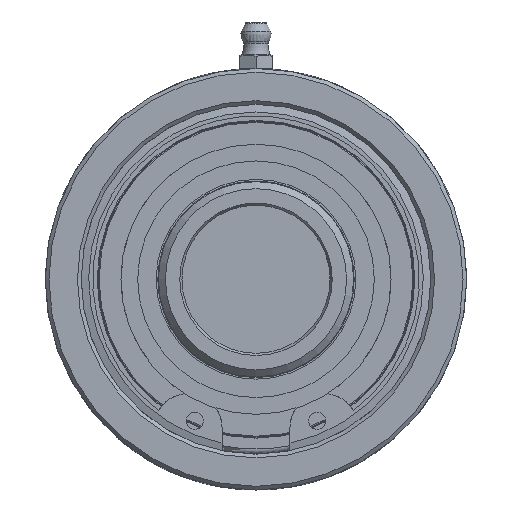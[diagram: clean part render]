
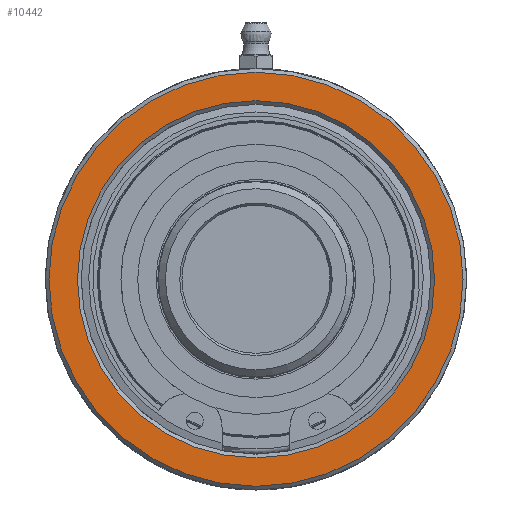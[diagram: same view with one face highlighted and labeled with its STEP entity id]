
A CAD part, left-side view. The second image highlights one B-rep face of the part: STEP entity #10442.
In plain terms, the highlighted planar face has unit normal (-1, 0, 0).
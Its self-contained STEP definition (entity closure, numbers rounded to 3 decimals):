
#942=FACE_BOUND('',#1997,.T.);
#1016=PLANE('',#11238);
#1368=FACE_OUTER_BOUND('',#1996,.T.);
#1996=EDGE_LOOP('',(#7322));
#1997=EDGE_LOOP('',(#7323));
#3800=CIRCLE('',#11231,44.45);
#3806=CIRCLE('',#11239,38.34);
#4260=VERTEX_POINT('',#17306);
#4268=VERTEX_POINT('',#17326);
#5432=EDGE_CURVE('',#4260,#4260,#3800,.T.);
#5441=EDGE_CURVE('',#4268,#4268,#3806,.T.);
#7322=ORIENTED_EDGE('',*,*,#5432,.F.);
#7323=ORIENTED_EDGE('',*,*,#5441,.F.);
#10442=ADVANCED_FACE('',(#1368,#942),#1016,.F.);
#11231=AXIS2_PLACEMENT_3D('',#17308,#12631,#12632);
#11238=AXIS2_PLACEMENT_3D('',#17325,#12648,#12649);
#11239=AXIS2_PLACEMENT_3D('',#17327,#12650,#12651);
#12631=DIRECTION('center_axis',(1.,0.,0.));
#12632=DIRECTION('ref_axis',(0.,0.,-1.));
#12648=DIRECTION('center_axis',(1.,0.,0.));
#12649=DIRECTION('ref_axis',(0.,0.,-1.));
#12650=DIRECTION('center_axis',(-1.,0.,0.));
#12651=DIRECTION('ref_axis',(0.,0.,-1.));
#17306=CARTESIAN_POINT('',(-47.95,0.,44.45));
#17308=CARTESIAN_POINT('Origin',(-47.95,0.,0.));
#17325=CARTESIAN_POINT('Origin',(-47.95,0.,-24.233));
#17326=CARTESIAN_POINT('',(-47.95,0.,38.34));
#17327=CARTESIAN_POINT('Origin',(-47.95,0.,0.));
